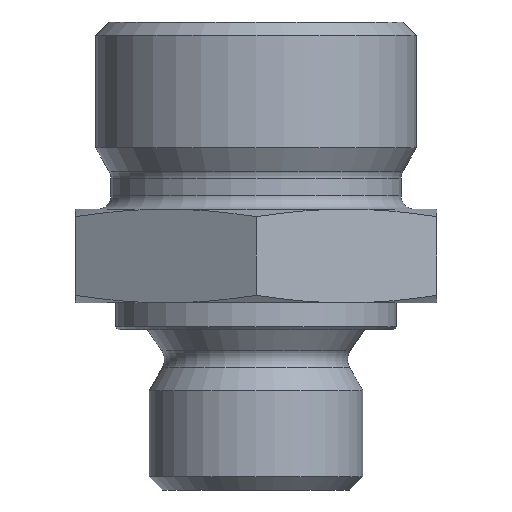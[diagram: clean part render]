
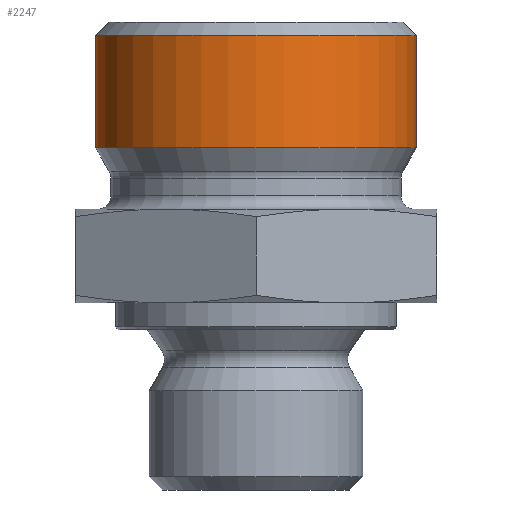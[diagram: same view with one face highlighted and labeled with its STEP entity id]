
A CAD part, front view. The second image highlights one B-rep face of the part: STEP entity #2247.
In plain terms, the highlighted cylindrical face has radius 12 mm (diameter 24 mm), a full revolution.
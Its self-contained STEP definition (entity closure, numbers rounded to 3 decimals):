
#2201=CARTESIAN_POINT('',(12.,0.,25.592));
#2202=VERTEX_POINT('',#2201);
#2203=CARTESIAN_POINT('',(0.0,0.0,25.592));
#2204=DIRECTION('',(0.0,0.0,-1.0));
#2205=DIRECTION('',(-1.0,0.0,0.0));
#2206=AXIS2_PLACEMENT_3D('',#2203,#2204,#2205);
#2207=CIRCLE('',#2206,12.);
#2208=EDGE_CURVE('',#2202,#2202,#2207,.T.);
#2228=CARTESIAN_POINT('',(0.0,0.0,35.0));
#2229=DIRECTION('',(0.0,0.0,-1.0));
#2230=DIRECTION('',(-1.0,0.0,0.0));
#2231=AXIS2_PLACEMENT_3D('',#2228,#2229,#2230);
#2232=CYLINDRICAL_SURFACE('',#2231,12.);
#2233=CARTESIAN_POINT('',(12.,0.,34.0));
#2234=VERTEX_POINT('',#2233);
#2235=CARTESIAN_POINT('',(0.0,0.0,34.0));
#2236=DIRECTION('',(0.0,0.0,1.0));
#2237=DIRECTION('',(-1.0,0.0,0.0));
#2238=AXIS2_PLACEMENT_3D('',#2235,#2236,#2237);
#2239=CIRCLE('',#2238,12.);
#2240=EDGE_CURVE('',#2234,#2234,#2239,.T.);
#2241=ORIENTED_EDGE('',*,*,#2240,.F.);
#2242=EDGE_LOOP('',(#2241));
#2243=FACE_OUTER_BOUND('',#2242,.T.);
#2244=ORIENTED_EDGE('',*,*,#2208,.F.);
#2245=EDGE_LOOP('',(#2244));
#2246=FACE_BOUND('',#2245,.T.);
#2247=ADVANCED_FACE('',(#2243,#2246),#2232,.T.);
